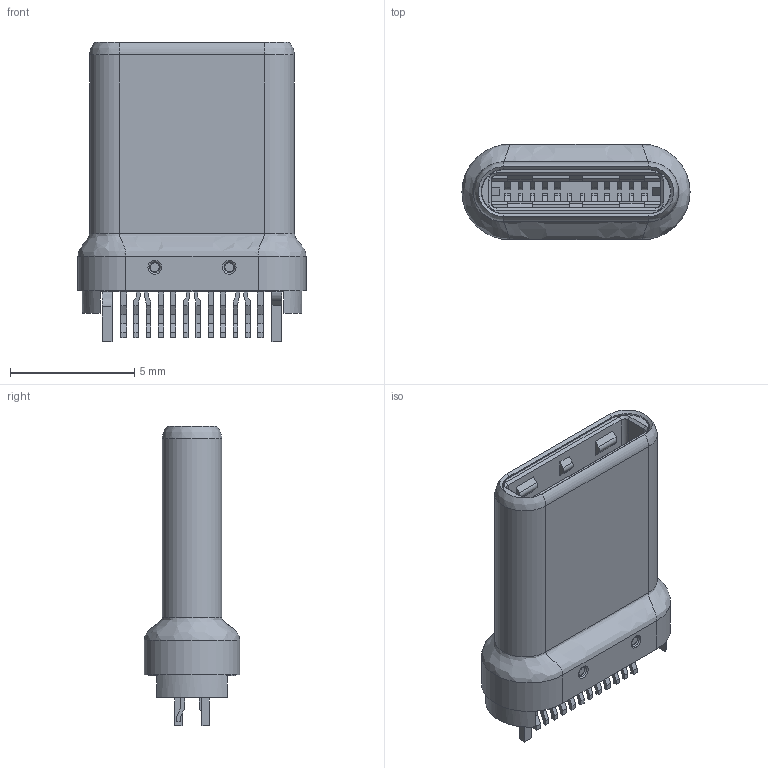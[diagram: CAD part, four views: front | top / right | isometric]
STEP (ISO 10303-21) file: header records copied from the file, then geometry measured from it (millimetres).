
FILE_DESCRIPTION(/* description */ (''),/* implementation_level */ '2;1');
FILE_NAME(/* name */ 'USBC Male v1.stp',/* time_stamp */ '2025-09-12T00:24:00+02:00',/* author */ (''),/* organization */ (''),/* preprocessor_version */ 'ST-DEVELOPER v20.1',/* originating_system */ 'Autodesk Translation Framework v14.10.0.0',/* authorisation */ '');
FILE_SCHEMA (('AUTOMOTIVE_DESIGN { 1 0 10303 214 3 1 1 }'));
Length unit declared in the file: millimetre
Products named in the file (2): USB-C Male; 105444-0001_1
Assembly tree (1 placements, depth 2):
  USB-C Male
    105444-0001_1
Bounding box: 9.18 x 3.84 x 12.04 mm (x, y, z)
Volume: 185.3 mm3; surface area: 410.7 mm2
Topology: 1 solids, 1 shells, 640 faces, 1692 edges, 1112 vertices
Faces by surface type: plane 558, cylinder 58, bspline 10, torus 8, cone 6
Entity records: 20609 total; most frequent: CARTESIAN_POINT 4587, ORIENTED_EDGE 3384, DIRECTION 3104, EDGE_CURVE 1692, LINE 1534, VECTOR 1534, VERTEX_POINT 1112, AXIS2_PLACEMENT_3D 785
